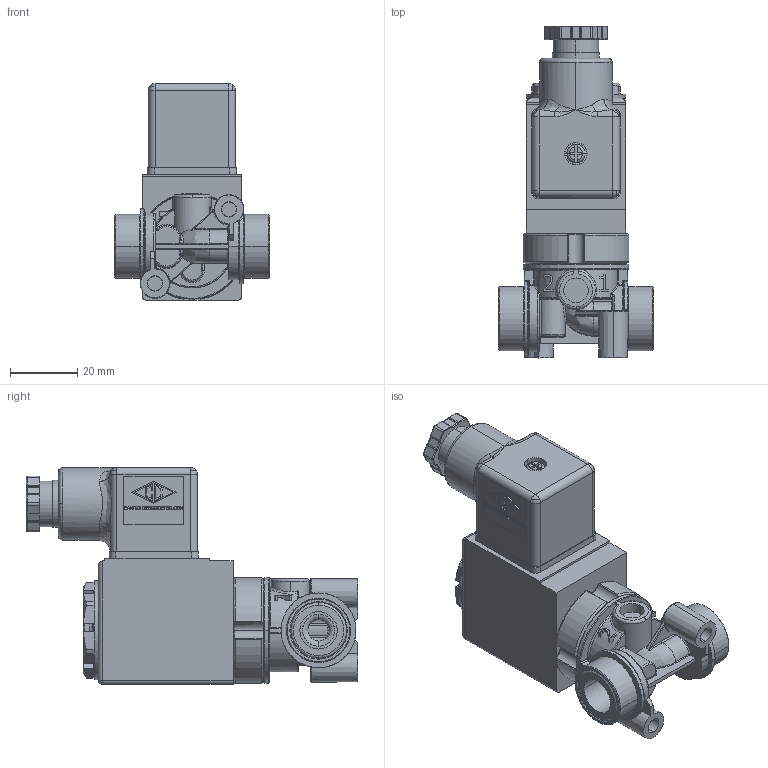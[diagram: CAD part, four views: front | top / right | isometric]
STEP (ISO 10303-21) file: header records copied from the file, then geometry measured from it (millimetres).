
FILE_DESCRIPTION (( 'STEP AP203' ), '1' );
FILE_NAME ('6200-670-AAB7C-A.step', '2023-01-26T21:22:15', ( '' ), ( '' ), 'SwSTEP 2.0', 'SolidWorks 2021', '' );
FILE_SCHEMA (( 'CONFIG_CONTROL_DESIGN' ));
Products named in the file (1): 6200-670-AAB7C-A
Bounding box: 46.05 x 98.49 x 64.4 mm (x, y, z)
Volume: 71379.9 mm3; surface area: 35968 mm2
Topology: 4 solids, 4 shells, 1783 faces, 4791 edges, 3044 vertices
Faces by surface type: plane 801, bspline 593, cylinder 328, cone 58, torus 3
Entity records: 72189 total; most frequent: CARTESIAN_POINT 31760, ORIENTED_EDGE 9420, DIRECTION 6745, EDGE_CURVE 4710, VERTEX_POINT 3044, LINE 2523, VECTOR 2523, AXIS2_PLACEMENT_3D 2111
